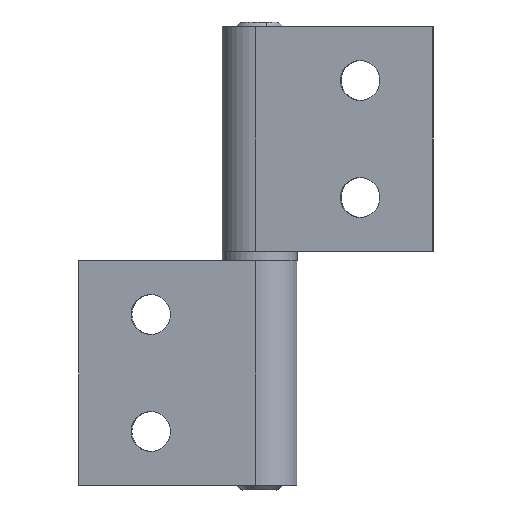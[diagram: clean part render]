
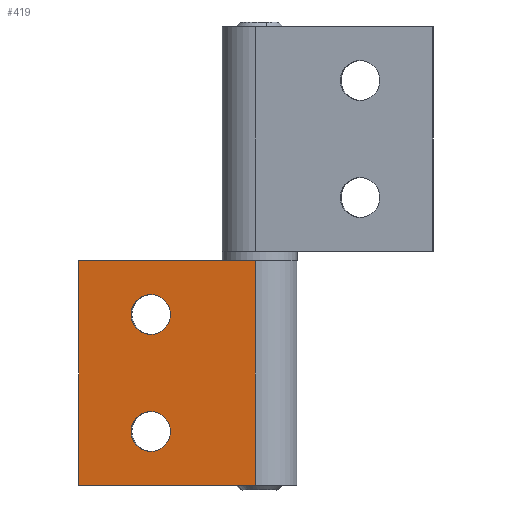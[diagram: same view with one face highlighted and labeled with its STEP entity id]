
A CAD part, front view. The second image highlights one B-rep face of the part: STEP entity #419.
In plain terms, the highlighted planar face has unit normal (-0.11, -0.994, 0).
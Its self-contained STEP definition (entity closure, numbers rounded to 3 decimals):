
#7 = EDGE_LOOP ( 'NONE', ( #843, #842 ) ) ;
#19 = VERTEX_POINT ( 'NONE', #311 ) ;
#27 = VERTEX_POINT ( 'NONE', #257 ) ;
#40 = EDGE_LOOP ( 'NONE', ( #845, #846, #848, #747 ) ) ;
#41 = EDGE_LOOP ( 'NONE', ( #738, #844 ) ) ;
#69 = VERTEX_POINT ( 'NONE', #381 ) ;
#74 = VERTEX_POINT ( 'NONE', #369 ) ;
#89 = VERTEX_POINT ( 'NONE', #252 ) ;
#163 = VERTEX_POINT ( 'NONE', #349 ) ;
#171 = VERTEX_POINT ( 'NONE', #339 ) ;
#191 = VERTEX_POINT ( 'NONE', #290 ) ;
#252 = CARTESIAN_POINT ( 'NONE',  ( 90.08, 201.474, 63.729 ) ) ;
#257 = CARTESIAN_POINT ( 'NONE',  ( 74.674, 203.186, 31.479 ) ) ;
#290 = CARTESIAN_POINT ( 'NONE',  ( 90.08, 201.474, 47.229 ) ) ;
#311 = CARTESIAN_POINT ( 'NONE',  ( 112.442, 198.989, 79.479 ) ) ;
#339 = CARTESIAN_POINT ( 'NONE',  ( 74.674, 203.186, 79.479 ) ) ;
#349 = CARTESIAN_POINT ( 'NONE',  ( 112.442, 198.989, 31.479 ) ) ;
#369 = CARTESIAN_POINT ( 'NONE',  ( 90.08, 201.474, 38.729 ) ) ;
#381 = CARTESIAN_POINT ( 'NONE',  ( 90.08, 201.474, 72.229 ) ) ;
#419 = ADVANCED_FACE ( 'NONE', ( #798, #724, #802 ), #1184, .F. ) ;
#490 = VECTOR ( 'NONE', #913, 1000. ) ;
#492 = LINE ( 'NONE', #914, #490 ) ;
#493 = CIRCLE ( 'NONE', #1323, 4.25 ) ;
#494 = CIRCLE ( 'NONE', #1318, 4.25 ) ;
#496 = VECTOR ( 'NONE', #867, 1000. ) ;
#501 = LINE ( 'NONE', #928, #496 ) ;
#507 = VECTOR ( 'NONE', #938, 1000. ) ;
#510 = LINE ( 'NONE', #940, #507 ) ;
#521 = VECTOR ( 'NONE', #982, 1000. ) ;
#523 = LINE ( 'NONE', #977, #521 ) ;
#542 = CIRCLE ( 'NONE', #1339, 4.25 ) ;
#546 = CIRCLE ( 'NONE', #1340, 4.25 ) ;
#724 = FACE_BOUND ( 'NONE', #7, .T. ) ;
#738 = ORIENTED_EDGE ( 'NONE', *, *, #1542, .T. ) ;
#747 = ORIENTED_EDGE ( 'NONE', *, *, #1523, .T. ) ;
#798 = FACE_BOUND ( 'NONE', #41, .T. ) ;
#802 = FACE_OUTER_BOUND ( 'NONE', #40, .T. ) ;
#842 = ORIENTED_EDGE ( 'NONE', *, *, #1513, .T. ) ;
#843 = ORIENTED_EDGE ( 'NONE', *, *, #1541, .T. ) ;
#844 = ORIENTED_EDGE ( 'NONE', *, *, #1510, .T. ) ;
#845 = ORIENTED_EDGE ( 'NONE', *, *, #1543, .T. ) ;
#846 = ORIENTED_EDGE ( 'NONE', *, *, #1538, .F. ) ;
#848 = ORIENTED_EDGE ( 'NONE', *, *, #1531, .F. ) ;
#867 = DIRECTION ( 'NONE',  ( 0., 0., 1. ) ) ;
#897 = DIRECTION ( 'NONE',  ( 0.11, 0.994, 0. ) ) ;
#908 = DIRECTION ( 'NONE',  ( 0., 0., -1. ) ) ;
#909 = CARTESIAN_POINT ( 'NONE',  ( 90.08, 201.474, 42.979 ) ) ;
#910 = DIRECTION ( 'NONE',  ( 0., 0., -1. ) ) ;
#911 = DIRECTION ( 'NONE',  ( 0.11, 0.994, 0. ) ) ;
#912 = CARTESIAN_POINT ( 'NONE',  ( 90.08, 201.474, 67.979 ) ) ;
#913 = DIRECTION ( 'NONE',  ( -0.994, 0.11, 0. ) ) ;
#914 = CARTESIAN_POINT ( 'NONE',  ( 112.442, 198.989, 79.479 ) ) ;
#928 = CARTESIAN_POINT ( 'NONE',  ( 74.674, 203.186, 31.479 ) ) ;
#938 = DIRECTION ( 'NONE',  ( -0.994, 0.11, 0. ) ) ;
#940 = CARTESIAN_POINT ( 'NONE',  ( 112.442, 198.989, 31.479 ) ) ;
#977 = CARTESIAN_POINT ( 'NONE',  ( 112.442, 198.989, 31.479 ) ) ;
#982 = DIRECTION ( 'NONE',  ( 0., 0., 1. ) ) ;
#995 = DIRECTION ( 'NONE',  ( 0., 0., -1. ) ) ;
#996 = DIRECTION ( 'NONE',  ( 0.11, 0.994, 0. ) ) ;
#997 = CARTESIAN_POINT ( 'NONE',  ( 90.08, 201.474, 67.979 ) ) ;
#1003 = DIRECTION ( 'NONE',  ( 0., 0., -1. ) ) ;
#1004 = DIRECTION ( 'NONE',  ( 0.11, 0.994, 0. ) ) ;
#1005 = CARTESIAN_POINT ( 'NONE',  ( 90.08, 201.474, 42.979 ) ) ;
#1184 = PLANE ( 'NONE',  #1405 ) ;
#1186 = DIRECTION ( 'NONE',  ( 0., 0., -1. ) ) ;
#1206 = CARTESIAN_POINT ( 'NONE',  ( 112.442, 198.989, 31.479 ) ) ;
#1211 = DIRECTION ( 'NONE',  ( 0.11, 0.994, 0. ) ) ;
#1318 = AXIS2_PLACEMENT_3D ( 'NONE', #912, #911, #910 ) ;
#1323 = AXIS2_PLACEMENT_3D ( 'NONE', #909, #897, #908 ) ;
#1339 = AXIS2_PLACEMENT_3D ( 'NONE', #997, #996, #995 ) ;
#1340 = AXIS2_PLACEMENT_3D ( 'NONE', #1005, #1004, #1003 ) ;
#1405 = AXIS2_PLACEMENT_3D ( 'NONE', #1206, #1211, #1186 ) ;
#1510 = EDGE_CURVE ( 'NONE', #191, #74, #546, .T. ) ;
#1513 = EDGE_CURVE ( 'NONE', #69, #89, #542, .T. ) ;
#1523 = EDGE_CURVE ( 'NONE', #163, #19, #523, .T. ) ;
#1531 = EDGE_CURVE ( 'NONE', #163, #27, #510, .T. ) ;
#1538 = EDGE_CURVE ( 'NONE', #27, #171, #501, .T. ) ;
#1541 = EDGE_CURVE ( 'NONE', #89, #69, #494, .T. ) ;
#1542 = EDGE_CURVE ( 'NONE', #74, #191, #493, .T. ) ;
#1543 = EDGE_CURVE ( 'NONE', #19, #171, #492, .T. ) ;
